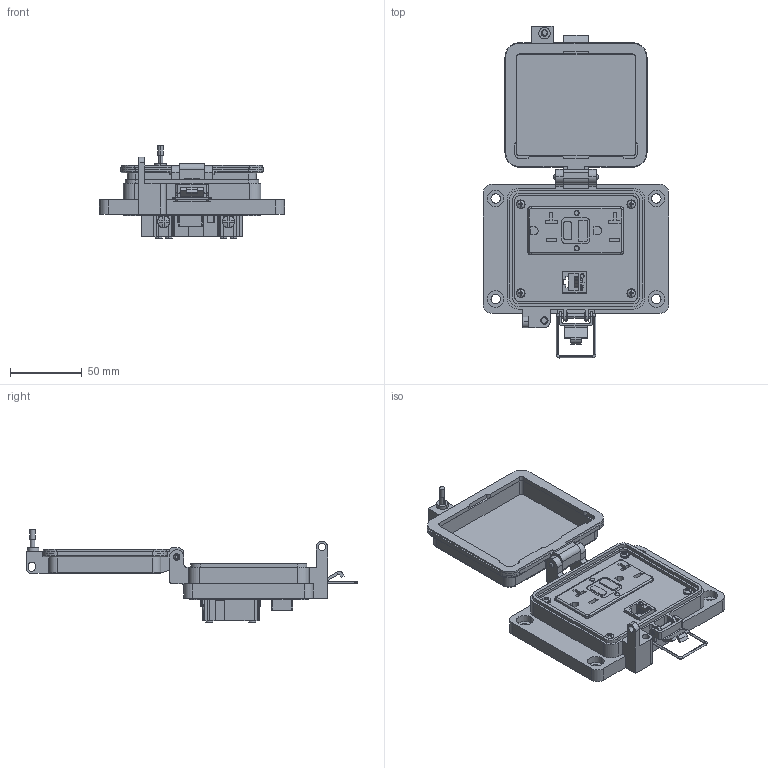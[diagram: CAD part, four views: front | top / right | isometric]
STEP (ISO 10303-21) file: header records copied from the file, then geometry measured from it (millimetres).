
FILE_DESCRIPTION (( 'STEP AP203' ), '1' );
FILE_NAME ('P-R2-K4RX-K10_3D.STEP', '2020-09-25T14:45:40', ( '' ), ( '' ), 'SwSTEP 2.0', 'SolidWorks 2019', '' );
FILE_SCHEMA (( 'CONFIG_CONTROL_DESIGN' ));
Length unit declared in the file: millimetre
Products named in the file (11): Z-H-K4_B; P-R2-K4RX-K10_TP060_1; P-R2-K4RX-K10_3D; Z-000-4243316TFP; 92005A124_METRIC PAN HEAD PHILLIPS MACHINE SCREW_92005A124; -K4; P-R2-K4RX-K10_FP060_1; R2; RF-F2_sheared; Z-300-RJ45CAT5; P-R2-K4RX-K10_BP180_1
Assembly tree (18 placements, depth 3):
  P-R2-K4RX-K10_3D
    P-R2-K4RX-K10_BP180_1
    P-R2-K4RX-K10_TP060_1
    Z-000-4243316TFP  x6
    P-R2-K4RX-K10_FP060_1
    RF-F2_sheared
    R2
      Z-300-RJ45CAT5
    -K4
      Z-H-K4_B
    92005A124_METRIC PAN HEAD PHILLIPS MACHINE SCREW_92005A124  x4
Bounding box: 129 x 231.28 x 64.72 mm (x, y, z)
Volume: 248152.7 mm3; surface area: 128559.8 mm2
Topology: 35 solids, 35 shells, 2580 faces, 7230 edges, 4783 vertices
Faces by surface type: plane 1058, cylinder 1034, bspline 302, cone 112, torus 46, sphere 28
Entity records: 65063 total; most frequent: CARTESIAN_POINT 20560, ORIENTED_EDGE 9634, DIRECTION 8068, EDGE_CURVE 4817, VERTEX_POINT 3186, VECTOR 2996, LINE 2996, AXIS2_PLACEMENT_3D 2536
